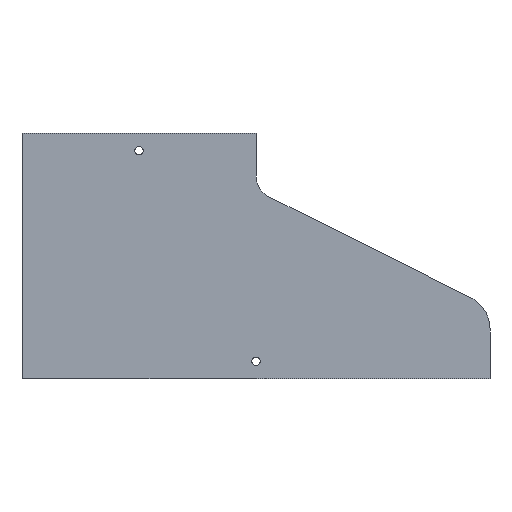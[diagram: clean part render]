
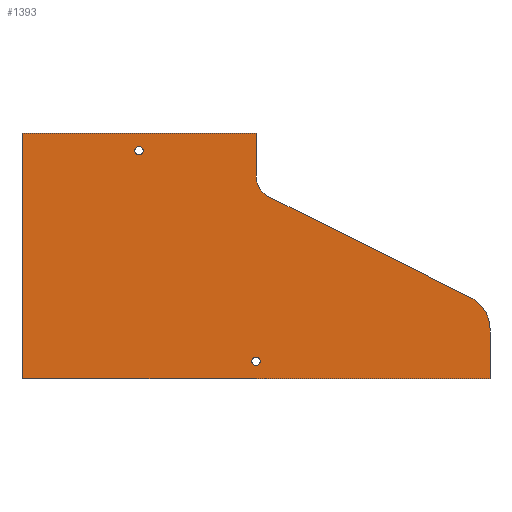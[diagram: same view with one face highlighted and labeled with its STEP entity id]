
A CAD part, front view. The second image highlights one B-rep face of the part: STEP entity #1393.
In plain terms, the highlighted planar face has unit normal (0, -1, 0).
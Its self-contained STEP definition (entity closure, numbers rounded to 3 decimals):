
#45 = CARTESIAN_POINT ( 'NONE',  ( 200., 0., 0. ) ) ;
#46 = DIRECTION ( 'NONE',  ( 0., 0., 1. ) ) ;
#112 = CARTESIAN_POINT ( 'NONE',  ( 100., 0., -18.5 ) ) ;
#117 = CARTESIAN_POINT ( 'NONE',  ( 200., 0., -198.5 ) ) ;
#170 = EDGE_CURVE ( 'NONE', #947, #881, #1028, .T. ) ;
#173 = EDGE_CURVE ( 'NONE', #1336, #1336, #1036, .T. ) ;
#175 = EDGE_CURVE ( 'NONE', #881, #880, #1038, .T. ) ;
#176 = EDGE_CURVE ( 'NONE', #1339, #1339, #1042, .T. ) ;
#179 = EDGE_CURVE ( 'NONE', #918, #884, #1047, .T. ) ;
#180 = EDGE_CURVE ( 'NONE', #884, #890, #1032, .T. ) ;
#181 = EDGE_CURVE ( 'NONE', #890, #906, #1049, .T. ) ;
#191 = EDGE_CURVE ( 'NONE', #880, #942, #1066, .T. ) ;
#262 = CARTESIAN_POINT ( 'NONE',  ( 200., 0., 0. ) ) ;
#270 = CARTESIAN_POINT ( 'NONE',  ( 400., 0., -210. ) ) ;
#300 = DIRECTION ( 'NONE',  ( 0., -1., 0. ) ) ;
#308 = CARTESIAN_POINT ( 'NONE',  ( 220., 0., -36.459 ) ) ;
#309 = CARTESIAN_POINT ( 'NONE',  ( 100., 0., -15. ) ) ;
#310 = DIRECTION ( 'NONE',  ( 0., 0., -1. ) ) ;
#311 = DIRECTION ( 'NONE',  ( -0.894, 0., 0.447 ) ) ;
#318 = DIRECTION ( 'NONE',  ( 0., -1., 0. ) ) ;
#334 = CARTESIAN_POINT ( 'NONE',  ( 211.056, 0., -54.348 ) ) ;
#348 = CARTESIAN_POINT ( 'NONE',  ( -400., 0., -210. ) ) ;
#349 = CARTESIAN_POINT ( 'NONE',  ( 400., 0., -167.361 ) ) ;
#353 = CARTESIAN_POINT ( 'NONE',  ( 200., 0., -36.459 ) ) ;
#394 = DIRECTION ( 'NONE',  ( 0., 0., 1. ) ) ;
#395 = DIRECTION ( 'NONE',  ( 0., 1., 0. ) ) ;
#406 = CARTESIAN_POINT ( 'NONE',  ( 383.416, 0., -140.528 ) ) ;
#418 = CARTESIAN_POINT ( 'NONE',  ( 0., 0., -210. ) ) ;
#419 = CARTESIAN_POINT ( 'NONE',  ( 0., 0., 0. ) ) ;
#428 = DIRECTION ( 'NONE',  ( 1., 0., 0. ) ) ;
#429 = CARTESIAN_POINT ( 'NONE',  ( -200., 0., 0. ) ) ;
#433 = CARTESIAN_POINT ( 'NONE',  ( 200., 0., -195. ) ) ;
#434 = CARTESIAN_POINT ( 'NONE',  ( 211.056, 0., -54.348 ) ) ;
#435 = DIRECTION ( 'NONE',  ( -1., 0., 0. ) ) ;
#452 = DIRECTION ( 'NONE',  ( 0., 0., -1. ) ) ;
#453 = DIRECTION ( 'NONE',  ( 0., 0., 1. ) ) ;
#455 = CARTESIAN_POINT ( 'NONE',  ( 370., 0., -167.361 ) ) ;
#456 = DIRECTION ( 'NONE',  ( 0., -1., 0. ) ) ;
#457 = DIRECTION ( 'NONE',  ( 0., 0., 1. ) ) ;
#474 = CARTESIAN_POINT ( 'NONE',  ( 0., 0., 0. ) ) ;
#490 = EDGE_LOOP ( 'NONE', ( #647, #648, #649, #650, #651, #652, #653, #654 ) ) ;
#530 = EDGE_LOOP ( 'NONE', ( #646 ) ) ;
#535 = EDGE_LOOP ( 'NONE', ( #645 ) ) ;
#645 = ORIENTED_EDGE ( 'NONE', *, *, #173, .F. ) ;
#646 = ORIENTED_EDGE ( 'NONE', *, *, #176, .F. ) ;
#647 = ORIENTED_EDGE ( 'NONE', *, *, #191, .F. ) ;
#648 = ORIENTED_EDGE ( 'NONE', *, *, #175, .F. ) ;
#649 = ORIENTED_EDGE ( 'NONE', *, *, #170, .F. ) ;
#650 = ORIENTED_EDGE ( 'NONE', *, *, #1556, .T. ) ;
#651 = ORIENTED_EDGE ( 'NONE', *, *, #179, .T. ) ;
#652 = ORIENTED_EDGE ( 'NONE', *, *, #180, .T. ) ;
#653 = ORIENTED_EDGE ( 'NONE', *, *, #181, .T. ) ;
#654 = ORIENTED_EDGE ( 'NONE', *, *, #1577, .T. ) ;
#880 = VERTEX_POINT ( 'NONE', #419 ) ;
#881 = VERTEX_POINT ( 'NONE', #418 ) ;
#884 = VERTEX_POINT ( 'NONE', #406 ) ;
#890 = VERTEX_POINT ( 'NONE', #334 ) ;
#906 = VERTEX_POINT ( 'NONE', #353 ) ;
#918 = VERTEX_POINT ( 'NONE', #349 ) ;
#942 = VERTEX_POINT ( 'NONE', #262 ) ;
#947 = VERTEX_POINT ( 'NONE', #270 ) ;
#1028 = LINE ( 'NONE', #348, #1033 ) ;
#1032 = LINE ( 'NONE', #434, #1050 ) ;
#1033 = VECTOR ( 'NONE', #435, 1000. ) ;
#1036 = CIRCLE ( 'NONE', #1539, 3.5 ) ;
#1038 = LINE ( 'NONE', #474, #1040 ) ;
#1040 = VECTOR ( 'NONE', #453, 1000. ) ;
#1042 = CIRCLE ( 'NONE', #1538, 3.5 ) ;
#1047 = CIRCLE ( 'NONE', #1537, 30. ) ;
#1049 = CIRCLE ( 'NONE', #1536, 20. ) ;
#1050 = VECTOR ( 'NONE', #311, 1000. ) ;
#1066 = LINE ( 'NONE', #429, #1069 ) ;
#1069 = VECTOR ( 'NONE', #428, 1000. ) ;
#1176 = FACE_BOUND ( 'NONE', #535, .T. ) ;
#1177 = FACE_OUTER_BOUND ( 'NONE', #490, .T. ) ;
#1179 = FACE_BOUND ( 'NONE', #530, .T. ) ;
#1249 = LINE ( 'NONE', #1649, #1252 ) ;
#1252 = VECTOR ( 'NONE', #1654, 1000. ) ;
#1286 = LINE ( 'NONE', #45, #1289 ) ;
#1289 = VECTOR ( 'NONE', #46, 1000. ) ;
#1336 = VERTEX_POINT ( 'NONE', #117 ) ;
#1339 = VERTEX_POINT ( 'NONE', #112 ) ;
#1393 = ADVANCED_FACE ( 'NONE', ( #1176, #1179, #1177 ), #1818, .F. ) ;
#1453 = AXIS2_PLACEMENT_3D ( 'NONE', #1781, #1759, #1810 ) ;
#1536 = AXIS2_PLACEMENT_3D ( 'NONE', #308, #395, #394 ) ;
#1537 = AXIS2_PLACEMENT_3D ( 'NONE', #455, #456, #457 ) ;
#1538 = AXIS2_PLACEMENT_3D ( 'NONE', #309, #318, #310 ) ;
#1539 = AXIS2_PLACEMENT_3D ( 'NONE', #433, #300, #452 ) ;
#1556 = EDGE_CURVE ( 'NONE', #947, #918, #1249, .T. ) ;
#1577 = EDGE_CURVE ( 'NONE', #906, #942, #1286, .T. ) ;
#1649 = CARTESIAN_POINT ( 'NONE',  ( 400., 0., -167.361 ) ) ;
#1654 = DIRECTION ( 'NONE',  ( 0., 0., 1. ) ) ;
#1759 = DIRECTION ( 'NONE',  ( 0., 1., 0. ) ) ;
#1781 = CARTESIAN_POINT ( 'NONE',  ( -220., 0., -36.459 ) ) ;
#1810 = DIRECTION ( 'NONE',  ( 0., 0., 1. ) ) ;
#1818 = PLANE ( 'NONE',  #1453 ) ;
